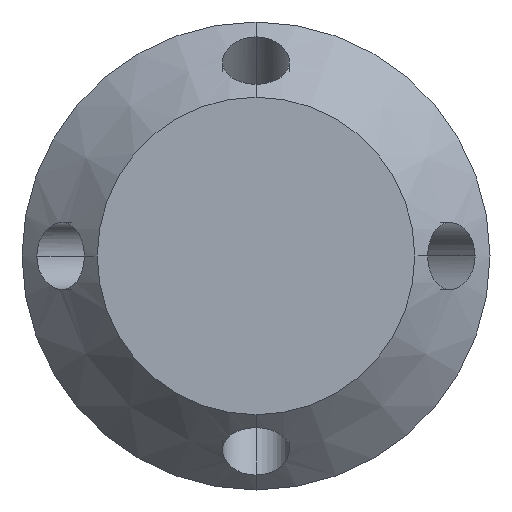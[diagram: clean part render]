
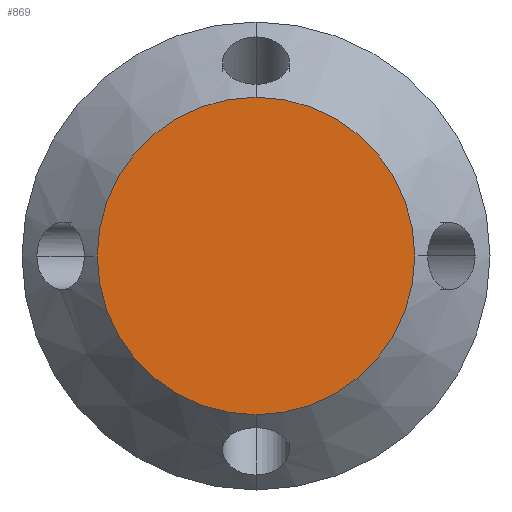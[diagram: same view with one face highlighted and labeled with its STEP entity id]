
A CAD part, front view. The second image highlights one B-rep face of the part: STEP entity #869.
In plain terms, the highlighted planar face has unit normal (0, -1, 0).
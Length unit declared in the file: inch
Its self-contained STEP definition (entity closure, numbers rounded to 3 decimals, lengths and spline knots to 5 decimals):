
#26 = DIRECTION ( 'NONE',  ( 0., 0., 1. ) ) ;
#49 = EDGE_LOOP ( 'NONE', ( #683, #852 ) ) ;
#102 = AXIS2_PLACEMENT_3D ( 'NONE', #1759, #989, #1452 ) ;
#137 = CARTESIAN_POINT ( 'NONE',  ( 0., 0., -0.37402 ) ) ;
#199 = EDGE_CURVE ( 'NONE', #1985, #890, #398, .T. ) ;
#333 = AXIS2_PLACEMENT_3D ( 'NONE', #790, #1405, #26 ) ;
#370 = CIRCLE ( 'NONE', #333, 0.37402 ) ;
#398 = CIRCLE ( 'NONE', #102, 0.37402 ) ;
#571 = EDGE_CURVE ( 'NONE', #890, #1985, #370, .T. ) ;
#683 = ORIENTED_EDGE ( 'NONE', *, *, #199, .F. ) ;
#704 = AXIS2_PLACEMENT_3D ( 'NONE', #895, #1050, #1808 ) ;
#790 = CARTESIAN_POINT ( 'NONE',  ( 0., 0., 0. ) ) ;
#852 = ORIENTED_EDGE ( 'NONE', *, *, #571, .F. ) ;
#869 = ADVANCED_FACE ( 'NONE', ( #906 ), #1990, .T. ) ;
#890 = VERTEX_POINT ( 'NONE', #137 ) ;
#895 = CARTESIAN_POINT ( 'NONE',  ( 0.37402, 0., 0. ) ) ;
#906 = FACE_OUTER_BOUND ( 'NONE', #49, .T. ) ;
#976 = CARTESIAN_POINT ( 'NONE',  ( 0., 0., 0.37402 ) ) ;
#989 = DIRECTION ( 'NONE',  ( 0., 1., 0. ) ) ;
#1050 = DIRECTION ( 'NONE',  ( 0., -1., 0. ) ) ;
#1405 = DIRECTION ( 'NONE',  ( 0., 1., 0. ) ) ;
#1452 = DIRECTION ( 'NONE',  ( 0., 0., 1. ) ) ;
#1759 = CARTESIAN_POINT ( 'NONE',  ( 0., 0., 0. ) ) ;
#1808 = DIRECTION ( 'NONE',  ( 0., 0., -1. ) ) ;
#1985 = VERTEX_POINT ( 'NONE', #976 ) ;
#1990 = PLANE ( 'NONE',  #704 ) ;
